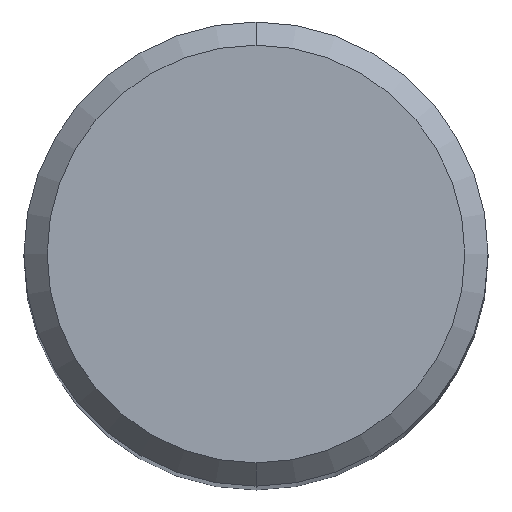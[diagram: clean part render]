
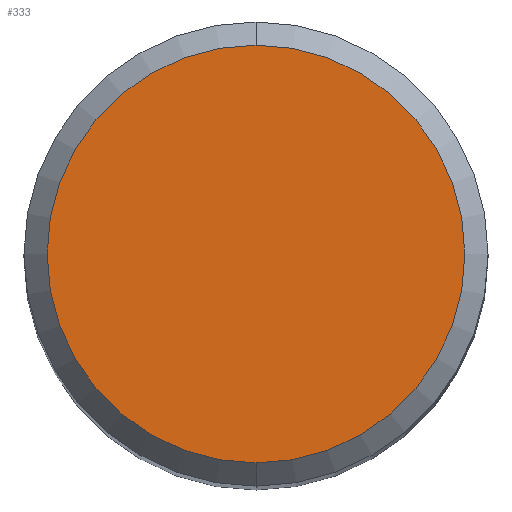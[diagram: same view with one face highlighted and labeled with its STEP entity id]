
A CAD part, top view. The second image highlights one B-rep face of the part: STEP entity #333.
In plain terms, the highlighted planar face has unit normal (0, 0, 1).
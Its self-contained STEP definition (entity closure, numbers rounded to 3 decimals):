
#259=EDGE_CURVE('',#431,#293,#580,.T.);
#293=VERTEX_POINT('',#615);
#333=ADVANCED_FACE('',(#661),#662,.T.);
#431=VERTEX_POINT('',#773);
#443=EDGE_CURVE('',#293,#431,#785,.T.);
#580=CIRCLE('',#1031,4.5);
#615=CARTESIAN_POINT('',(0.0,4.5,0.0));
#661=FACE_OUTER_BOUND('',#1160,.T.);
#662=PLANE('',#1161);
#773=CARTESIAN_POINT('',(0.,-4.5,0.0));
#785=CIRCLE('',#1464,4.5);
#1031=AXIS2_PLACEMENT_3D('',#1602,#1603,#1604);
#1160=EDGE_LOOP('',(#1682,#1683));
#1161=AXIS2_PLACEMENT_3D('',#1684,#1685,#1686);
#1464=AXIS2_PLACEMENT_3D('',#1814,#1815,#1816);
#1602=CARTESIAN_POINT('',(0.0,0.0,0.0));
#1603=DIRECTION('',(0.0,0.0,-1.0));
#1604=DIRECTION('',(0.0,1.0,0.0));
#1682=ORIENTED_EDGE('',*,*,#443,.F.);
#1683=ORIENTED_EDGE('',*,*,#259,.F.);
#1684=CARTESIAN_POINT('',(0.0,2.25,0.0));
#1685=DIRECTION('',(-0.0,0.0,1.0));
#1686=DIRECTION('',(0.0,-1.0,0.0));
#1814=CARTESIAN_POINT('',(0.0,0.0,0.0));
#1815=DIRECTION('',(0.0,0.0,-1.0));
#1816=DIRECTION('',(0.0,1.0,0.0));
